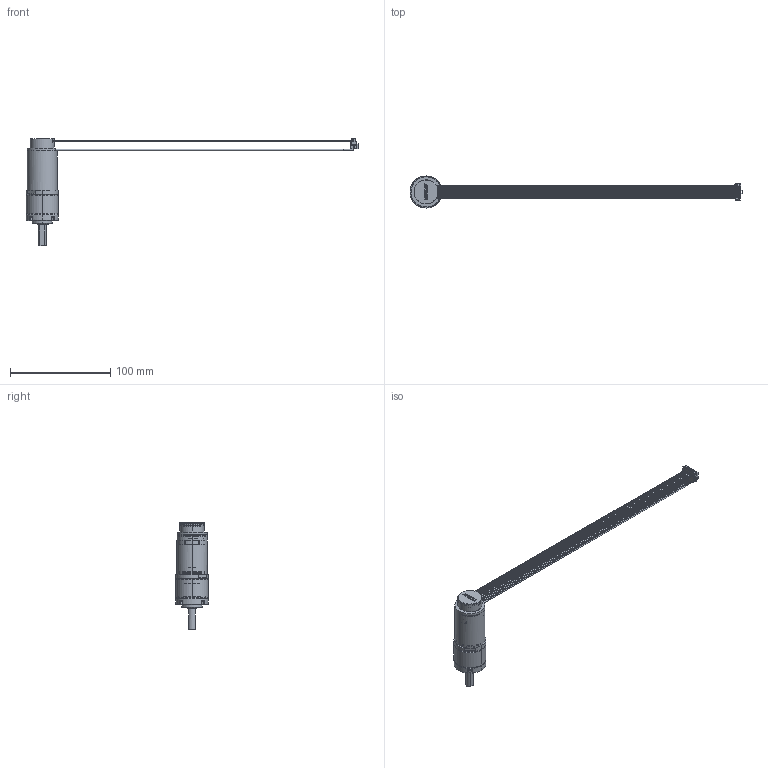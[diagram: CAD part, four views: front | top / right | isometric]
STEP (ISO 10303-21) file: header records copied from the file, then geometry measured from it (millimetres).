
FILE_DESCRIPTION((''),'2;1');
FILE_NAME('4611180000654_SW0001','2022-11-16T14:28:38',('MS05792'),(''),'CREO PARAMETRIC BY PTC INC, 2018100','CREO PARAMETRIC BY PTC INC, 2018100','');
FILE_SCHEMA(('CONFIG_CONTROL_DESIGN'));
Length unit declared in the file: millimetre
Products named in the file (1): 4611180000654_SW0001
Bounding box: 330.98 x 32 x 107.3 mm (x, y, z)
Volume: 31898.3 mm3; surface area: 45554.5 mm2
Topology: 2 solids, 4 shells, 1471 faces, 4034 edges, 2604 vertices
Faces by surface type: plane 816, cylinder 401, cone 103, torus 73, extrusion 60, bspline 18
Entity records: 50197 total; most frequent: CARTESIAN_POINT 12492, ORIENTED_EDGE 8008, DIRECTION 7652, EDGE_CURVE 4004, VECTOR 2626, VERTEX_POINT 2604, LINE 2566, AXIS2_PLACEMENT_3D 2513
